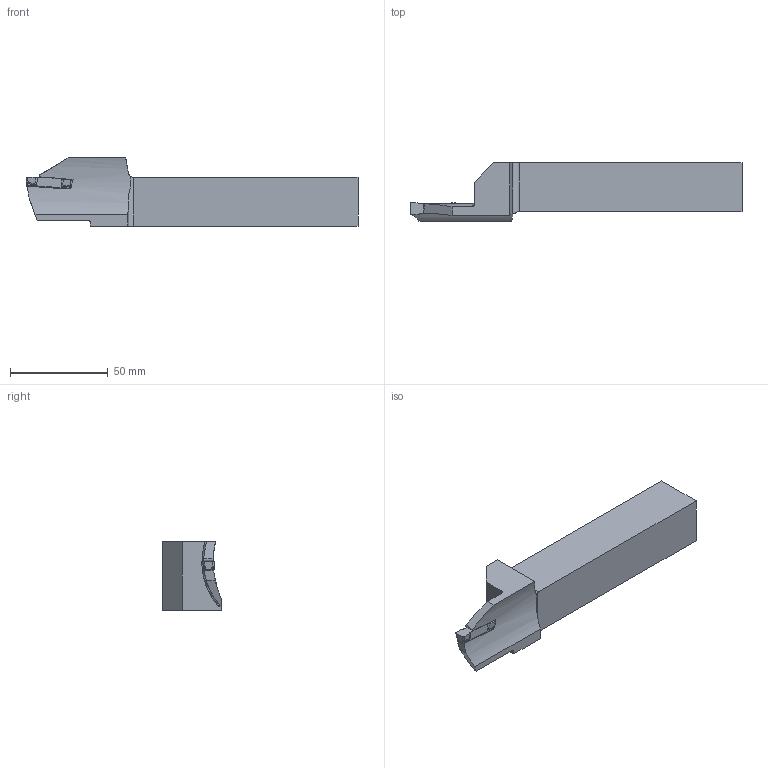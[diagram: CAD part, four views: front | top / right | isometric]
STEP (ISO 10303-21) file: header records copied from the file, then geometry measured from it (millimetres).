
FILE_DESCRIPTION(/* description */ (''),/* implementation_level */ '2;1');
FILE_NAME(/* name */ 'AAKT-WGX24-L-2525-58-100-6-T32.stp',/* time_stamp */ '2023-10-18T15:31:51+03:00',/* author */ (''),/* organization */ (''),/* preprocessor_version */ 'ST-DEVELOPER v19.4',/* originating_system */ 'SIEMENS PLM Software NX2306.3001',/* authorisation */ '');
FILE_SCHEMA (('AUTOMOTIVE_DESIGN { 1 0 10303 214 3 1 1 1 }'));
Length unit declared in the file: millimetre
Products named in the file (1): AAKT-WGX24-R-2525-58-100-6-T32_x_t_objects
Bounding box: 170 x 30 x 35 mm (x, y, z)
Volume: 94155.3 mm3; surface area: 18181.1 mm2
Topology: 2 solids, 2 shells, 60 faces, 163 edges, 107 vertices
Faces by surface type: plane 34, cylinder 21, bspline 4, torus 1
Entity records: 2141 total; most frequent: CARTESIAN_POINT 576, ORIENTED_EDGE 326, DIRECTION 322, EDGE_CURVE 163, AXIS2_PLACEMENT_3D 119, VERTEX_POINT 107, LINE 84, VECTOR 84
